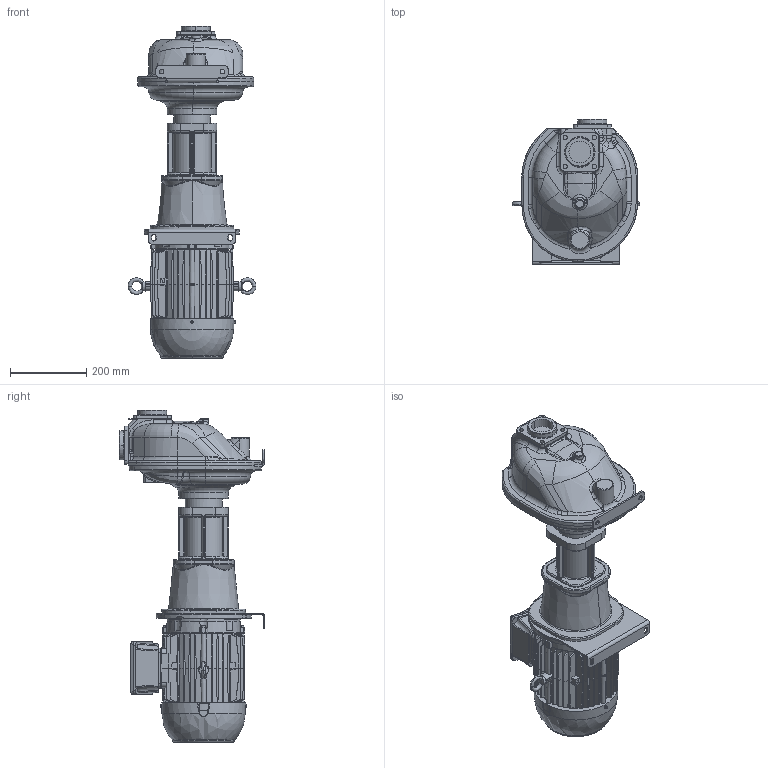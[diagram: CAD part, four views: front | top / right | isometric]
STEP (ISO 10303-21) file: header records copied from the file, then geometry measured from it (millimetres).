
FILE_DESCRIPTION((''),'2;1');
FILE_NAME('S_62_K_BBT','2023-07-05T16:46:15',('Amenduni'),(''),'CREO PARAMETRIC BY PTC INC, 2023014','CREO PARAMETRIC BY PTC INC, 2023014','');
FILE_SCHEMA(('AUTOMOTIVE_DESIGN { 1 0 10303 214 1 1 1 1 }'));
Products named in the file (1): S_62_K_BBT
Bounding box: 335.97 x 381 x 871.6 mm (x, y, z)
Volume: 27959749.9 mm3; surface area: 1089545.5 mm2
Topology: 1 solids, 1 shells, 2742 faces, 6854 edges, 4336 vertices
Faces by surface type: plane 1732, bspline 415, cylinder 298, cone 179, torus 99, sphere 12, extrusion 7
Entity records: 140015 total; most frequent: CARTESIAN_POINT 58643, ORIENTED_EDGE 13700, DIRECTION 11116, EDGE_CURVE 6850, VERTEX_POINT 4336, VECTOR 4168, LINE 4161, AXIS2_PLACEMENT_3D 3474
